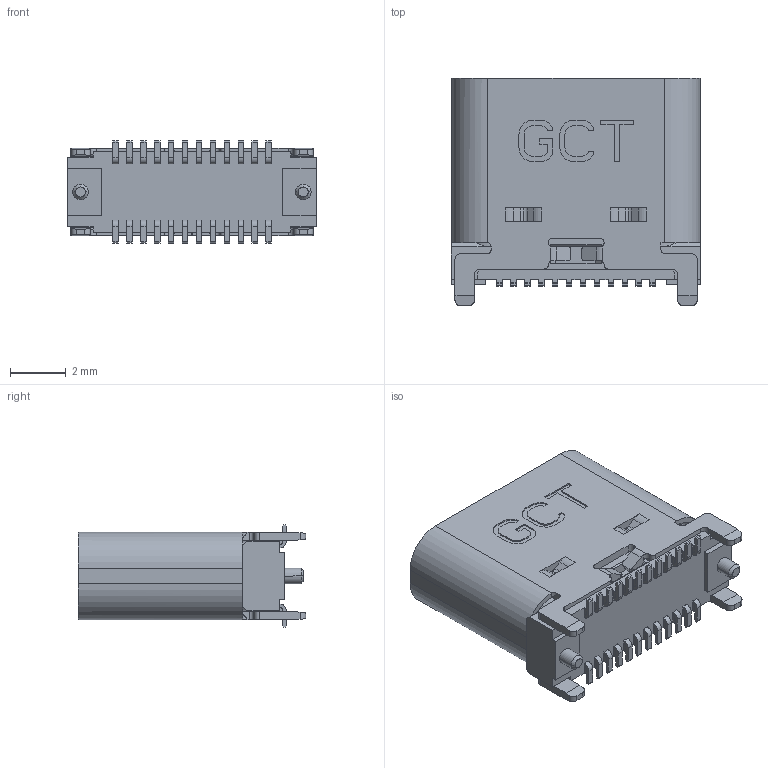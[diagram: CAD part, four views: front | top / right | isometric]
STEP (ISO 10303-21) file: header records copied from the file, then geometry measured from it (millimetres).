
FILE_DESCRIPTION(('STEP AP242'),'1');
FILE_NAME('usb4160-03-0070-c.stp','2024-03-15T13:40:29',('TraceParts'),('TraceParts S.A.'),'Spatial InterOp 3D',' ',' ');
FILE_SCHEMA(('AP242_MANAGED_MODEL_BASED_3D_ENGINEERING_MIM_LF {1 0 10303 442 1 1 4}'));
Length unit declared in the file: millimetre
Products named in the file (1): usb4160-03-0070-c_1
Bounding box: 8.95 x 8.16 x 3.69 mm (x, y, z)
Volume: 118.6 mm3; surface area: 508.4 mm2
Topology: 2 solids, 12 shells, 1381 faces, 3911 edges, 2582 vertices
Faces by surface type: plane 1112, cylinder 240, cone 25, bspline 4
Entity records: 52580 total; most frequent: CARTESIAN_POINT 9041, ORIENTED_EDGE 7822, DIRECTION 6825, EDGE_CURVE 3911, LINE 3293, VECTOR 3293, VERTEX_POINT 2582, AXIS2_PLACEMENT_3D 1766
